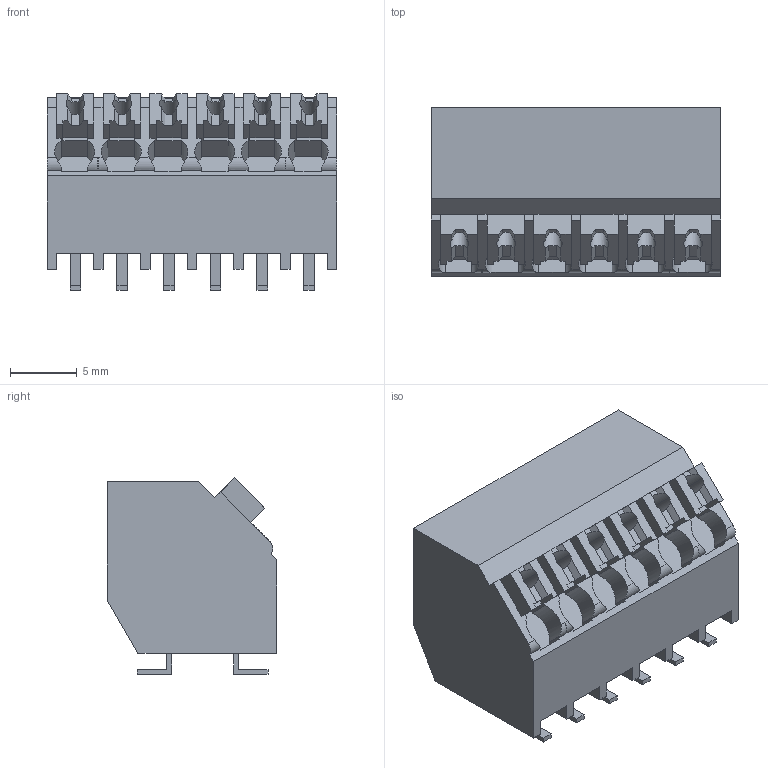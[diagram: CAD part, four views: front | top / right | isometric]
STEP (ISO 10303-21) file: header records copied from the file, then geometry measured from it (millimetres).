
FILE_DESCRIPTION(('CATIA V5 STEP Exchange','CAx-IF Rec.Pracs.--- Model Styling and Organization---1.2---2011-12-15'),'2;1');
FILE_NAME ('D1452204_0_1473350000_1473350000.stp','2018-03-24T16:12:45+00:00',('none'),('Weidmueller'),'CATIA Version 5-6 Release 2014','CATIA V5 STEP AP214','none');
FILE_SCHEMA(('AUTOMOTIVE_DESIGN { 1 0 10303 214 1 1 1 1 }'));
Length unit declared in the file: millimetre
Products named in the file (1): 1473350000
Bounding box: 21.7 x 12.7 x 14.71 mm (x, y, z)
Volume: 2472.3 mm3; surface area: 2569.2 mm2
Topology: 19 solids, 19 shells, 411 faces, 1171 edges, 798 vertices
Faces by surface type: plane 377, cylinder 34
Entity records: 12342 total; most frequent: CARTESIAN_POINT 2478, ORIENTED_EDGE 2342, DIRECTION 1514, EDGE_CURVE 1171, VECTOR 1046, LINE 1046, VERTEX_POINT 798, EDGE_LOOP 423
